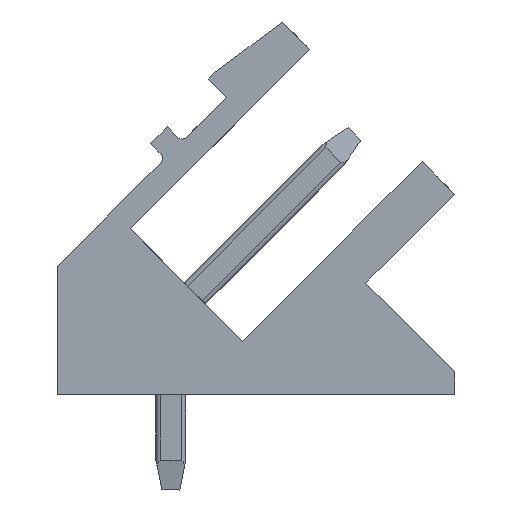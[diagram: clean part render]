
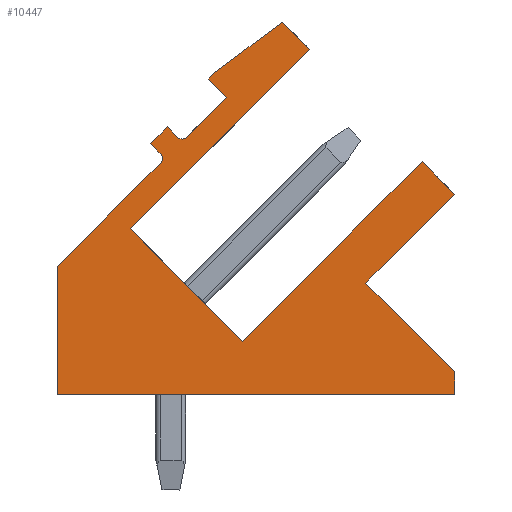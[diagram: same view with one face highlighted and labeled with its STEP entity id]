
A CAD part, left-side view. The second image highlights one B-rep face of the part: STEP entity #10447.
In plain terms, the highlighted planar face has unit normal (-1, 0, 0).
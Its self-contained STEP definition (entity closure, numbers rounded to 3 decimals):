
#9207=AXIS2_PLACEMENT_3D('Circle Axis2P3D',#9205,#9206,$) ;
#10418=AXIS2_PLACEMENT_3D('Plane Axis2P3D',#10415,#10416,#10417) ;
#10422=AXIS2_PLACEMENT_3D('Circle Axis2P3D',#10420,#10421,$) ;
#213=CARTESIAN_POINT('Vertex',(0.,8.98,11.809)) ;
#216=CARTESIAN_POINT('Line Origine',(0.,8.309,12.481)) ;
#220=CARTESIAN_POINT('Vertex',(0.,7.637,13.153)) ;
#1475=CARTESIAN_POINT('Vertex',(0.,4.851,14.751)) ;
#1478=CARTESIAN_POINT('Line Origine',(0.,7.856,11.746)) ;
#1482=CARTESIAN_POINT('Vertex',(0.,10.861,8.74)) ;
#1607=CARTESIAN_POINT('Vertex',(0.,5.77,15.67)) ;
#1610=CARTESIAN_POINT('Line Origine',(0.,5.31,15.21)) ;
#2792=CARTESIAN_POINT('Line Origine',(0.,7.941,13.457)) ;
#2796=CARTESIAN_POINT('Vertex',(0.,8.245,13.761)) ;
#4032=CARTESIAN_POINT('Line Origine',(0.,8.98,6.859)) ;
#4036=CARTESIAN_POINT('Vertex',(0.,7.099,4.979)) ;
#6594=CARTESIAN_POINT('Line Origine',(0.,8.139,13.867)) ;
#6598=CARTESIAN_POINT('Vertex',(0.,8.033,13.973)) ;
#6649=CARTESIAN_POINT('Line Origine',(0.,4.094,7.984)) ;
#6653=CARTESIAN_POINT('Vertex',(0.,1.089,10.989)) ;
#7682=CARTESIAN_POINT('Line Origine',(0.,0.544,10.444)) ;
#7686=CARTESIAN_POINT('Vertex',(0.,0.,9.9)) ;
#7746=CARTESIAN_POINT('Line Origine',(0.,1.485,8.415)) ;
#7750=CARTESIAN_POINT('Vertex',(0.,2.97,6.93)) ;
#7770=CARTESIAN_POINT('Line Origine',(0.,1.485,5.445)) ;
#7774=CARTESIAN_POINT('Vertex',(0.,0.,3.96)) ;
#7794=CARTESIAN_POINT('Line Origine',(0.,0.,3.58)) ;
#7798=CARTESIAN_POINT('Vertex',(0.,0.,3.2)) ;
#7818=CARTESIAN_POINT('Line Origine',(0.,6.65,3.2)) ;
#7822=CARTESIAN_POINT('Vertex',(0.,13.3,3.2)) ;
#9162=CARTESIAN_POINT('Line Origine',(0.,13.3,5.345)) ;
#9166=CARTESIAN_POINT('Vertex',(0.,13.3,7.489)) ;
#9181=CARTESIAN_POINT('Line Origine',(0.,11.564,9.225)) ;
#9185=CARTESIAN_POINT('Vertex',(0.,9.829,10.961)) ;
#9205=CARTESIAN_POINT('Axis2P3D Location',(0.,9.97,11.102)) ;
#9209=CARTESIAN_POINT('Vertex',(0.,9.829,11.244)) ;
#9229=CARTESIAN_POINT('Line Origine',(0.,10.006,11.42)) ;
#9233=CARTESIAN_POINT('Vertex',(0.,10.182,11.597)) ;
#9253=CARTESIAN_POINT('Line Origine',(0.,9.899,11.88)) ;
#9257=CARTESIAN_POINT('Vertex',(0.,9.617,12.163)) ;
#9277=CARTESIAN_POINT('Line Origine',(0.,9.44,11.986)) ;
#9281=CARTESIAN_POINT('Vertex',(0.,9.263,11.809)) ;
#9529=CARTESIAN_POINT('Line Origine',(0.,6.901,14.821)) ;
#10415=CARTESIAN_POINT('Axis2P3D Location',(0.,0.,0.)) ;
#10420=CARTESIAN_POINT('Axis2P3D Location',(0.,9.122,11.951)) ;
#217=DIRECTION('Vector Direction',(0.,-0.707,0.707)) ;
#1479=DIRECTION('Vector Direction',(0.,0.707,-0.707)) ;
#1611=DIRECTION('Vector Direction',(0.,-0.707,-0.707)) ;
#2793=DIRECTION('Vector Direction',(0.,0.707,0.707)) ;
#4033=DIRECTION('Vector Direction',(0.,-0.707,-0.707)) ;
#6595=DIRECTION('Vector Direction',(0.,-0.707,0.707)) ;
#6650=DIRECTION('Vector Direction',(0.,-0.707,0.707)) ;
#7683=DIRECTION('Vector Direction',(0.,-0.707,-0.707)) ;
#7747=DIRECTION('Vector Direction',(0.,0.707,-0.707)) ;
#7771=DIRECTION('Vector Direction',(0.,-0.707,-0.707)) ;
#7795=DIRECTION('Vector Direction',(0.,0.,-1.)) ;
#7819=DIRECTION('Vector Direction',(0.,1.,0.)) ;
#9163=DIRECTION('Vector Direction',(0.,0.,1.)) ;
#9182=DIRECTION('Vector Direction',(0.,-0.707,0.707)) ;
#9206=DIRECTION('Axis2P3D Direction',(-1.,0.,0.)) ;
#9230=DIRECTION('Vector Direction',(0.,0.707,0.707)) ;
#9254=DIRECTION('Vector Direction',(0.,-0.707,0.707)) ;
#9278=DIRECTION('Vector Direction',(0.,-0.707,-0.707)) ;
#9530=DIRECTION('Vector Direction',(0.,-0.8,0.6)) ;
#10416=DIRECTION('Axis2P3D Direction',(-1.,0.,0.)) ;
#10417=DIRECTION('Axis2P3D XDirection',(0.,0.,1.)) ;
#10421=DIRECTION('Axis2P3D Direction',(-1.,0.,0.)) ;
#218=VECTOR('Line Direction',#217,1.) ;
#1480=VECTOR('Line Direction',#1479,1.) ;
#1612=VECTOR('Line Direction',#1611,1.) ;
#2794=VECTOR('Line Direction',#2793,1.) ;
#4034=VECTOR('Line Direction',#4033,1.) ;
#6596=VECTOR('Line Direction',#6595,1.) ;
#6651=VECTOR('Line Direction',#6650,1.) ;
#7684=VECTOR('Line Direction',#7683,1.) ;
#7748=VECTOR('Line Direction',#7747,1.) ;
#7772=VECTOR('Line Direction',#7771,1.) ;
#7796=VECTOR('Line Direction',#7795,1.) ;
#7820=VECTOR('Line Direction',#7819,1.) ;
#9164=VECTOR('Line Direction',#9163,1.) ;
#9183=VECTOR('Line Direction',#9182,1.) ;
#9231=VECTOR('Line Direction',#9230,1.) ;
#9255=VECTOR('Line Direction',#9254,1.) ;
#9279=VECTOR('Line Direction',#9278,1.) ;
#9531=VECTOR('Line Direction',#9530,1.) ;
#10426=ORIENTED_EDGE('',*,*,#4038,.T.) ;
#10427=ORIENTED_EDGE('',*,*,#1484,.T.) ;
#10428=ORIENTED_EDGE('',*,*,#1614,.T.) ;
#10429=ORIENTED_EDGE('',*,*,#9533,.T.) ;
#10430=ORIENTED_EDGE('',*,*,#6600,.T.) ;
#10431=ORIENTED_EDGE('',*,*,#2798,.T.) ;
#10432=ORIENTED_EDGE('',*,*,#222,.T.) ;
#10433=ORIENTED_EDGE('',*,*,#10424,.T.) ;
#10434=ORIENTED_EDGE('',*,*,#9283,.T.) ;
#10435=ORIENTED_EDGE('',*,*,#9259,.T.) ;
#10436=ORIENTED_EDGE('',*,*,#9235,.T.) ;
#10437=ORIENTED_EDGE('',*,*,#9211,.T.) ;
#10438=ORIENTED_EDGE('',*,*,#9187,.T.) ;
#10439=ORIENTED_EDGE('',*,*,#9168,.T.) ;
#10440=ORIENTED_EDGE('',*,*,#7824,.T.) ;
#10441=ORIENTED_EDGE('',*,*,#7800,.T.) ;
#10442=ORIENTED_EDGE('',*,*,#7776,.T.) ;
#10443=ORIENTED_EDGE('',*,*,#7752,.T.) ;
#10444=ORIENTED_EDGE('',*,*,#7688,.T.) ;
#10445=ORIENTED_EDGE('',*,*,#6655,.T.) ;
#10447=ADVANCED_FACE('Housing',(#10446),#10419,.T.) ;
#9208=CIRCLE('generated circle',#9207,0.2) ;
#10423=CIRCLE('generated circle',#10422,0.2) ;
#222=EDGE_CURVE('',#221,#214,#219,.F.) ;
#1484=EDGE_CURVE('',#1483,#1476,#1481,.F.) ;
#1614=EDGE_CURVE('',#1476,#1608,#1613,.F.) ;
#2798=EDGE_CURVE('',#2797,#221,#2795,.F.) ;
#4038=EDGE_CURVE('',#4037,#1483,#4035,.F.) ;
#6600=EDGE_CURVE('',#6599,#2797,#6597,.F.) ;
#6655=EDGE_CURVE('',#6654,#4037,#6652,.F.) ;
#7688=EDGE_CURVE('',#7687,#6654,#7685,.F.) ;
#7752=EDGE_CURVE('',#7751,#7687,#7749,.F.) ;
#7776=EDGE_CURVE('',#7775,#7751,#7773,.F.) ;
#7800=EDGE_CURVE('',#7799,#7775,#7797,.F.) ;
#7824=EDGE_CURVE('',#7823,#7799,#7821,.F.) ;
#9168=EDGE_CURVE('',#9167,#7823,#9165,.F.) ;
#9187=EDGE_CURVE('',#9186,#9167,#9184,.F.) ;
#9211=EDGE_CURVE('',#9210,#9186,#9208,.F.) ;
#9235=EDGE_CURVE('',#9234,#9210,#9232,.F.) ;
#9259=EDGE_CURVE('',#9258,#9234,#9256,.F.) ;
#9283=EDGE_CURVE('',#9282,#9258,#9280,.F.) ;
#9533=EDGE_CURVE('',#1608,#6599,#9532,.F.) ;
#10424=EDGE_CURVE('',#214,#9282,#10423,.F.) ;
#10425=EDGE_LOOP('',(#10426,#10427,#10428,#10429,#10430,#10431,#10432,#10433,#10434,#10435,#10436,#10437,#10438,#10439,#10440,#10441,#10442,#10443,#10444,#10445)) ;
#10446=FACE_OUTER_BOUND('',#10425,.T.) ;
#219=LINE('Line',#216,#218) ;
#1481=LINE('Line',#1478,#1480) ;
#1613=LINE('Line',#1610,#1612) ;
#2795=LINE('Line',#2792,#2794) ;
#4035=LINE('Line',#4032,#4034) ;
#6597=LINE('Line',#6594,#6596) ;
#6652=LINE('Line',#6649,#6651) ;
#7685=LINE('Line',#7682,#7684) ;
#7749=LINE('Line',#7746,#7748) ;
#7773=LINE('Line',#7770,#7772) ;
#7797=LINE('Line',#7794,#7796) ;
#7821=LINE('Line',#7818,#7820) ;
#9165=LINE('Line',#9162,#9164) ;
#9184=LINE('Line',#9181,#9183) ;
#9232=LINE('Line',#9229,#9231) ;
#9256=LINE('Line',#9253,#9255) ;
#9280=LINE('Line',#9277,#9279) ;
#9532=LINE('Line',#9529,#9531) ;
#10419=PLANE('',#10418) ;
#214=VERTEX_POINT('',#213) ;
#221=VERTEX_POINT('',#220) ;
#1476=VERTEX_POINT('',#1475) ;
#1483=VERTEX_POINT('',#1482) ;
#1608=VERTEX_POINT('',#1607) ;
#2797=VERTEX_POINT('',#2796) ;
#4037=VERTEX_POINT('',#4036) ;
#6599=VERTEX_POINT('',#6598) ;
#6654=VERTEX_POINT('',#6653) ;
#7687=VERTEX_POINT('',#7686) ;
#7751=VERTEX_POINT('',#7750) ;
#7775=VERTEX_POINT('',#7774) ;
#7799=VERTEX_POINT('',#7798) ;
#7823=VERTEX_POINT('',#7822) ;
#9167=VERTEX_POINT('',#9166) ;
#9186=VERTEX_POINT('',#9185) ;
#9210=VERTEX_POINT('',#9209) ;
#9234=VERTEX_POINT('',#9233) ;
#9258=VERTEX_POINT('',#9257) ;
#9282=VERTEX_POINT('',#9281) ;
